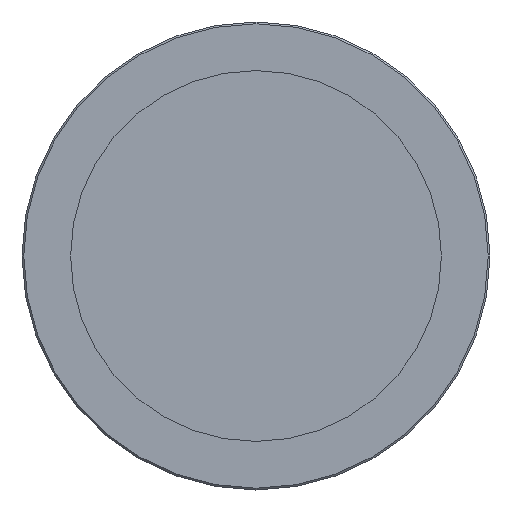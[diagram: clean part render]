
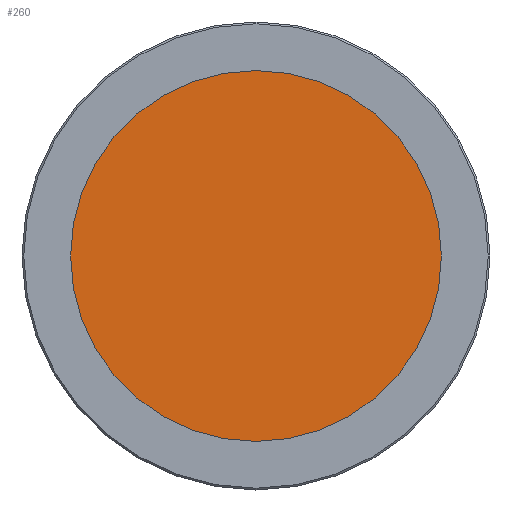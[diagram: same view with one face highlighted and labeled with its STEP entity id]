
A CAD part, front view. The second image highlights one B-rep face of the part: STEP entity #260.
In plain terms, the highlighted planar face has unit normal (0, -1, 0).
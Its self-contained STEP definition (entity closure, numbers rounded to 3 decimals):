
#21=PLANE('',#319);
#39=FACE_OUTER_BOUND('',#56,.T.);
#56=EDGE_LOOP('',(#225,#226));
#98=CIRCLE('',#317,30.5);
#99=CIRCLE('',#318,30.5);
#123=VERTEX_POINT('',#477);
#124=VERTEX_POINT('',#478);
#156=EDGE_CURVE('',#123,#124,#98,.T.);
#157=EDGE_CURVE('',#124,#123,#99,.T.);
#225=ORIENTED_EDGE('',*,*,#156,.T.);
#226=ORIENTED_EDGE('',*,*,#157,.T.);
#260=ADVANCED_FACE('',(#39),#21,.T.);
#317=AXIS2_PLACEMENT_3D('',#479,#402,#403);
#318=AXIS2_PLACEMENT_3D('',#480,#404,#405);
#319=AXIS2_PLACEMENT_3D('',#482,#407,#408);
#402=DIRECTION('center_axis',(0.,-1.,0.));
#403=DIRECTION('ref_axis',(1.,0.,0.));
#404=DIRECTION('center_axis',(0.,-1.,0.));
#405=DIRECTION('ref_axis',(1.,0.,0.));
#407=DIRECTION('center_axis',(0.,-1.,0.));
#408=DIRECTION('ref_axis',(0.,0.,-1.));
#477=CARTESIAN_POINT('',(30.5,0.,0.));
#478=CARTESIAN_POINT('',(-30.5,0.,0.));
#479=CARTESIAN_POINT('Origin',(0.,0.,
0.));
#480=CARTESIAN_POINT('Origin',(0.,0.,
0.));
#482=CARTESIAN_POINT('Origin',(15.25,0.,0.));
